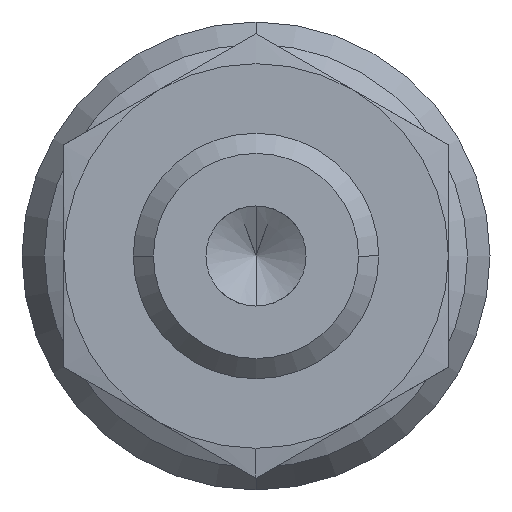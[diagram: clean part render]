
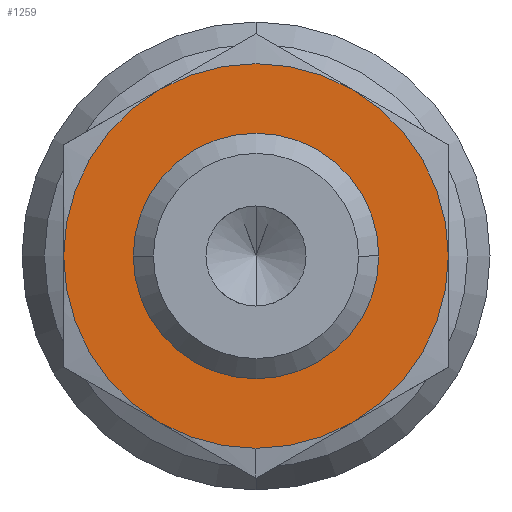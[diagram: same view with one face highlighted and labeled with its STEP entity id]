
A CAD part, left-side view. The second image highlights one B-rep face of the part: STEP entity #1259.
In plain terms, the highlighted planar face has unit normal (-1, 0, 0).
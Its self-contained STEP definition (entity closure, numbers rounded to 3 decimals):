
#11 = AXIS2_PLACEMENT_3D ( 'NONE', #1921, #1515, #1313 ) ;
#48 = DIRECTION ( 'NONE',  ( 0., 0., -1. ) ) ;
#54 = CIRCLE ( 'NONE', #1276, 7.62 ) ;
#78 = ORIENTED_EDGE ( 'NONE', *, *, #927, .F. ) ;
#141 = VERTEX_POINT ( 'NONE', #846 ) ;
#164 = EDGE_CURVE ( 'NONE', #141, #438, #168, .T. ) ;
#168 = CIRCLE ( 'NONE', #2046, 7.62 ) ;
#197 = CARTESIAN_POINT ( 'NONE',  ( 262.505, 224.81, -6.599 ) ) ;
#217 = CARTESIAN_POINT ( 'NONE',  ( 262.505, 236.24, 0. ) ) ;
#259 = DIRECTION ( 'NONE',  ( 1., 0., 0. ) ) ;
#287 = VERTEX_POINT ( 'NONE', #2044 ) ;
#330 = AXIS2_PLACEMENT_3D ( 'NONE', #1332, #1340, #991 ) ;
#411 = CIRCLE ( 'NONE', #11, 7.62 ) ;
#415 = ORIENTED_EDGE ( 'NONE', *, *, #164, .F. ) ;
#432 = DIRECTION ( 'NONE',  ( 1., 0., 0. ) ) ;
#438 = VERTEX_POINT ( 'NONE', #217 ) ;
#440 = VERTEX_POINT ( 'NONE', #1880 ) ;
#443 = DIRECTION ( 'NONE',  ( 1., 0., 0. ) ) ;
#444 = DIRECTION ( 'NONE',  ( 0., 0., 1. ) ) ;
#446 = AXIS2_PLACEMENT_3D ( 'NONE', #798, #827, #836 ) ;
#462 = DIRECTION ( 'NONE',  ( 0., 0., -1. ) ) ;
#464 = VERTEX_POINT ( 'NONE', #1530 ) ;
#569 = AXIS2_PLACEMENT_3D ( 'NONE', #1547, #596, #1911 ) ;
#596 = DIRECTION ( 'NONE',  ( 1., 0., 0. ) ) ;
#632 = CARTESIAN_POINT ( 'NONE',  ( 262.505, 228.62, 0. ) ) ;
#634 = CARTESIAN_POINT ( 'NONE',  ( 262.505, 228.62, 0. ) ) ;
#729 = FACE_BOUND ( 'NONE', #2334, .T. ) ;
#775 = AXIS2_PLACEMENT_3D ( 'NONE', #634, #1572, #444 ) ;
#798 = CARTESIAN_POINT ( 'NONE',  ( 262.505, 228.62, 0. ) ) ;
#819 = ORIENTED_EDGE ( 'NONE', *, *, #1354, .F. ) ;
#827 = DIRECTION ( 'NONE',  ( 1., 0., 0. ) ) ;
#836 = DIRECTION ( 'NONE',  ( 0., 0., -1. ) ) ;
#846 = CARTESIAN_POINT ( 'NONE',  ( 262.505, 232.43, -6.599 ) ) ;
#868 = AXIS2_PLACEMENT_3D ( 'NONE', #1754, #432, #2126 ) ;
#880 = ORIENTED_EDGE ( 'NONE', *, *, #1269, .F. ) ;
#927 = EDGE_CURVE ( 'NONE', #287, #141, #1724, .T. ) ;
#973 = ORIENTED_EDGE ( 'NONE', *, *, #1140, .F. ) ;
#991 = DIRECTION ( 'NONE',  ( 0., 0., -1. ) ) ;
#1099 = EDGE_CURVE ( 'NONE', #440, #1646, #1138, .T. ) ;
#1138 = CIRCLE ( 'NONE', #1493, 4.28 ) ;
#1140 = EDGE_CURVE ( 'NONE', #1974, #464, #1166, .T. ) ;
#1166 = CIRCLE ( 'NONE', #330, 7.62 ) ;
#1236 = AXIS2_PLACEMENT_3D ( 'NONE', #632, #443, #48 ) ;
#1248 = DIRECTION ( 'NONE',  ( -1., 0., 0. ) ) ;
#1259 = ADVANCED_FACE ( 'NONE', ( #729, #1917 ), #1892, .F. ) ;
#1267 = VERTEX_POINT ( 'NONE', #197 ) ;
#1269 = EDGE_CURVE ( 'NONE', #1267, #287, #411, .T. ) ;
#1276 = AXIS2_PLACEMENT_3D ( 'NONE', #2410, #1465, #2232 ) ;
#1313 = DIRECTION ( 'NONE',  ( 0., 0., -1. ) ) ;
#1321 = CIRCLE ( 'NONE', #775, 4.28 ) ;
#1326 = EDGE_LOOP ( 'NONE', ( #1793, #819, #973, #1417, #415, #78, #880 ) ) ;
#1332 = CARTESIAN_POINT ( 'NONE',  ( 262.505, 228.62, 0. ) ) ;
#1340 = DIRECTION ( 'NONE',  ( 1., 0., 0. ) ) ;
#1354 = EDGE_CURVE ( 'NONE', #464, #1491, #2452, .T. ) ;
#1399 = EDGE_CURVE ( 'NONE', #1491, #1267, #1942, .T. ) ;
#1414 = CARTESIAN_POINT ( 'NONE',  ( 262.505, 221., 0. ) ) ;
#1417 = ORIENTED_EDGE ( 'NONE', *, *, #2443, .F. ) ;
#1431 = DIRECTION ( 'NONE',  ( 0., 0., 1. ) ) ;
#1465 = DIRECTION ( 'NONE',  ( 1., 0., 0. ) ) ;
#1491 = VERTEX_POINT ( 'NONE', #1414 ) ;
#1493 = AXIS2_PLACEMENT_3D ( 'NONE', #1803, #1248, #1431 ) ;
#1515 = DIRECTION ( 'NONE',  ( 1., 0., 0. ) ) ;
#1530 = CARTESIAN_POINT ( 'NONE',  ( 262.505, 224.81, 6.599 ) ) ;
#1547 = CARTESIAN_POINT ( 'NONE',  ( 262.505, 228.62, 0. ) ) ;
#1572 = DIRECTION ( 'NONE',  ( -1., 0., 0. ) ) ;
#1642 = EDGE_CURVE ( 'NONE', #1646, #440, #1321, .T. ) ;
#1646 = VERTEX_POINT ( 'NONE', #1931 ) ;
#1724 = CIRCLE ( 'NONE', #1236, 7.62 ) ;
#1754 = CARTESIAN_POINT ( 'NONE',  ( 262.505, 228.62, 0. ) ) ;
#1793 = ORIENTED_EDGE ( 'NONE', *, *, #1399, .F. ) ;
#1803 = CARTESIAN_POINT ( 'NONE',  ( 262.505, 228.62, 0. ) ) ;
#1880 = CARTESIAN_POINT ( 'NONE',  ( 262.505, 228.62, -4.28 ) ) ;
#1892 = PLANE ( 'NONE',  #569 ) ;
#1911 = DIRECTION ( 'NONE',  ( 0., 0., -1. ) ) ;
#1917 = FACE_OUTER_BOUND ( 'NONE', #1326, .T. ) ;
#1921 = CARTESIAN_POINT ( 'NONE',  ( 262.505, 228.62, 0. ) ) ;
#1931 = CARTESIAN_POINT ( 'NONE',  ( 262.505, 228.62, 4.28 ) ) ;
#1942 = CIRCLE ( 'NONE', #868, 7.62 ) ;
#1974 = VERTEX_POINT ( 'NONE', #2390 ) ;
#2044 = CARTESIAN_POINT ( 'NONE',  ( 262.505, 228.62, -7.62 ) ) ;
#2046 = AXIS2_PLACEMENT_3D ( 'NONE', #2328, #259, #462 ) ;
#2086 = ORIENTED_EDGE ( 'NONE', *, *, #1099, .F. ) ;
#2126 = DIRECTION ( 'NONE',  ( 0., 0., -1. ) ) ;
#2232 = DIRECTION ( 'NONE',  ( 0., 0., -1. ) ) ;
#2328 = CARTESIAN_POINT ( 'NONE',  ( 262.505, 228.62, 0. ) ) ;
#2334 = EDGE_LOOP ( 'NONE', ( #2376, #2086 ) ) ;
#2376 = ORIENTED_EDGE ( 'NONE', *, *, #1642, .F. ) ;
#2390 = CARTESIAN_POINT ( 'NONE',  ( 262.505, 232.43, 6.599 ) ) ;
#2410 = CARTESIAN_POINT ( 'NONE',  ( 262.505, 228.62, 0. ) ) ;
#2443 = EDGE_CURVE ( 'NONE', #438, #1974, #54, .T. ) ;
#2452 = CIRCLE ( 'NONE', #446, 7.62 ) ;
